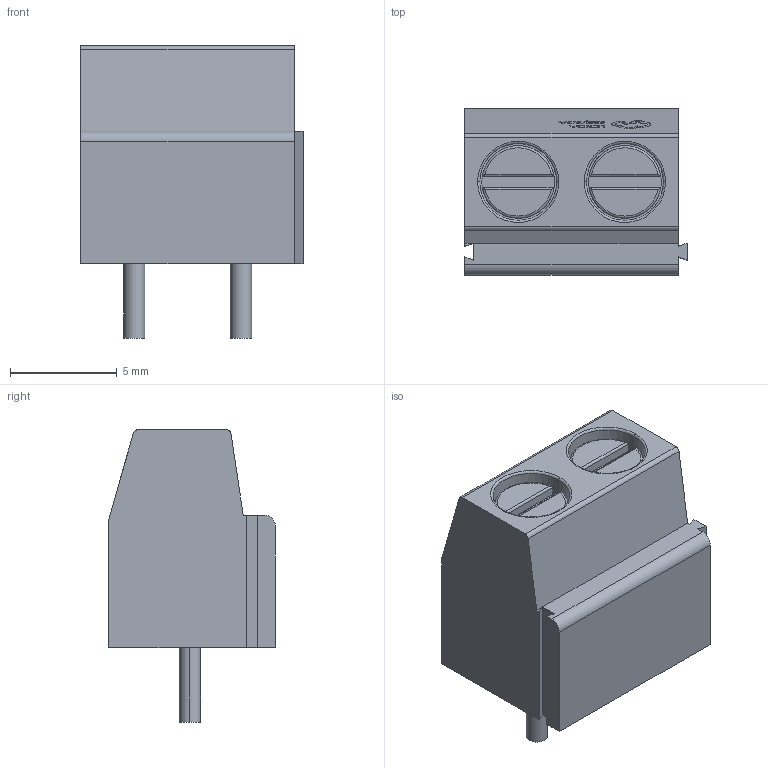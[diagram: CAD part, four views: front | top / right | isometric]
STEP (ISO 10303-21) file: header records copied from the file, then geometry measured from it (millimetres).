
FILE_DESCRIPTION (( 'STEP AP214' ), '1' );
FILE_NAME ('CONN-TH_DB5.00-LI-2P-126.step', '2022-08-08T02:33:50', ( '' ), ( '' ), 'SwSTEP 2.0', 'SolidWorks 2020', '' );
FILE_SCHEMA (( 'AUTOMOTIVE_DESIGN' ));
Length unit declared in the file: millimetre
Products named in the file (1): CONN-TH_DB5.00-LI-2P-126
Bounding box: 10.42 x 7.8 x 13.7 mm (x, y, z)
Volume: 586.7 mm3; surface area: 1048.3 mm2
Topology: 14 solids, 14 shells, 521 faces, 1322 edges, 846 vertices
Faces by surface type: plane 270, bspline 132, cylinder 79, torus 40
Entity records: 22305 total; most frequent: CARTESIAN_POINT 5326, ORIENTED_EDGE 2644, DIRECTION 2024, EDGE_CURVE 1322, VERTEX_POINT 846, LINE 816, VECTOR 816, AXIS2_PLACEMENT_3D 604
